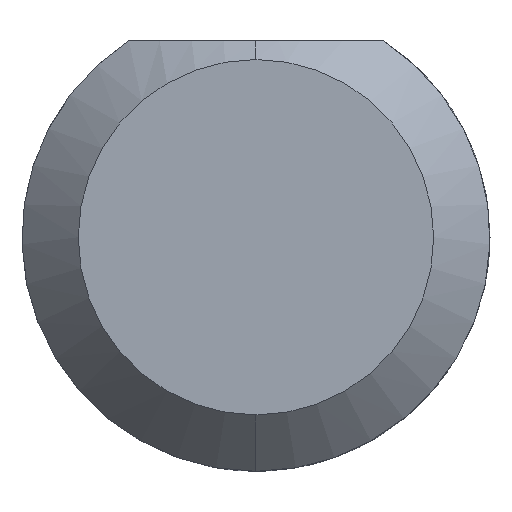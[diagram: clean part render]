
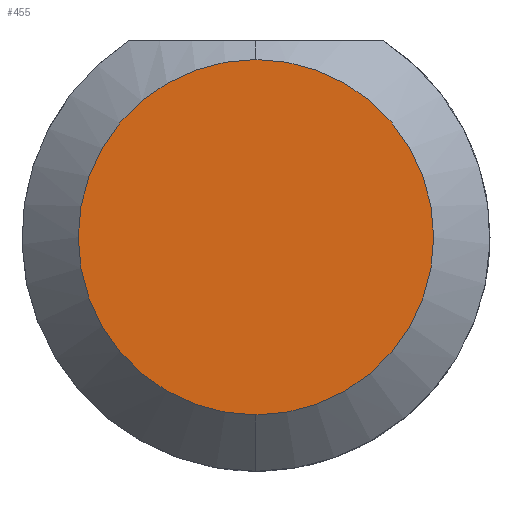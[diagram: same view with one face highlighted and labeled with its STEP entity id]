
A CAD part, left-side view. The second image highlights one B-rep face of the part: STEP entity #455.
In plain terms, the highlighted planar face has unit normal (-1, 0, 0).
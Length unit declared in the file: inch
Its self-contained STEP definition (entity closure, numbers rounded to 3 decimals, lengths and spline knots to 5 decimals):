
#110 = ORIENTED_EDGE ( 'NONE', *, *, #128, .T. ) ;
#119 = DIRECTION ( 'NONE',  ( 0., 0., 1. ) ) ;
#128 = EDGE_CURVE ( 'NONE', #425, #213, #177, .T. ) ;
#177 = CIRCLE ( 'NONE', #278, 0.04735 ) ;
#184 = CARTESIAN_POINT ( 'NONE',  ( 0., 0., 0. ) ) ;
#195 = DIRECTION ( 'NONE',  ( -1., 0., 0. ) ) ;
#201 = CARTESIAN_POINT ( 'NONE',  ( 0., 0., 0. ) ) ;
#213 = VERTEX_POINT ( 'NONE', #314 ) ;
#217 = CARTESIAN_POINT ( 'NONE',  ( 0., 0., 0. ) ) ;
#236 = AXIS2_PLACEMENT_3D ( 'NONE', #184, #518, #578 ) ;
#245 = DIRECTION ( 'NONE',  ( 0., 0., 1. ) ) ;
#278 = AXIS2_PLACEMENT_3D ( 'NONE', #201, #195, #245 ) ;
#314 = CARTESIAN_POINT ( 'NONE',  ( 0., 0., -0.04735 ) ) ;
#317 = DIRECTION ( 'NONE',  ( -1., 0., 0. ) ) ;
#403 = EDGE_LOOP ( 'NONE', ( #507, #110 ) ) ;
#425 = VERTEX_POINT ( 'NONE', #524 ) ;
#449 = CIRCLE ( 'NONE', #482, 0.04735 ) ;
#455 = ADVANCED_FACE ( 'NONE', ( #466 ), #623, .F. ) ;
#466 = FACE_OUTER_BOUND ( 'NONE', #403, .T. ) ;
#482 = AXIS2_PLACEMENT_3D ( 'NONE', #217, #317, #119 ) ;
#507 = ORIENTED_EDGE ( 'NONE', *, *, #580, .T. ) ;
#518 = DIRECTION ( 'NONE',  ( 1., 0., 0. ) ) ;
#524 = CARTESIAN_POINT ( 'NONE',  ( 0., 0., 0.04735 ) ) ;
#578 = DIRECTION ( 'NONE',  ( 0., 0., -1. ) ) ;
#580 = EDGE_CURVE ( 'NONE', #213, #425, #449, .T. ) ;
#623 = PLANE ( 'NONE',  #236 ) ;
